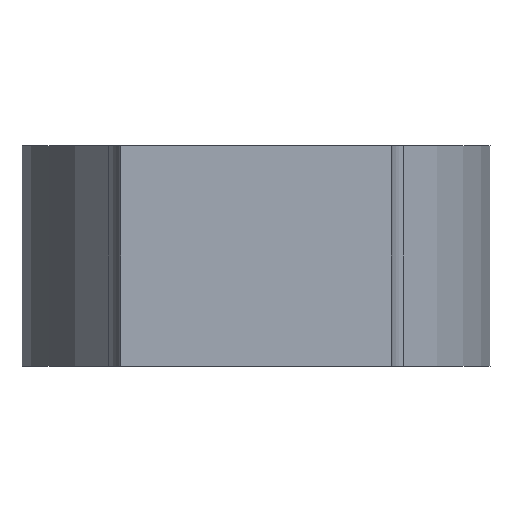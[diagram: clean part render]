
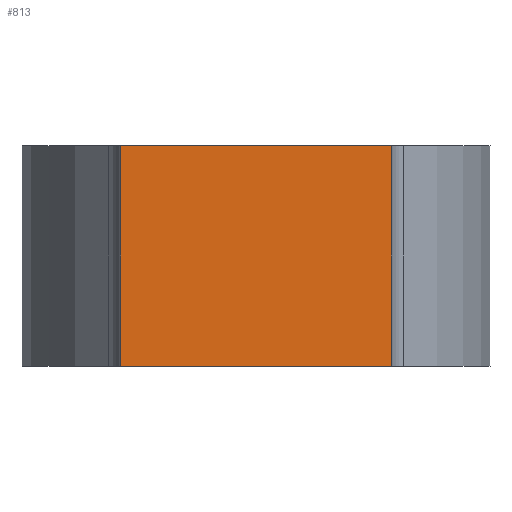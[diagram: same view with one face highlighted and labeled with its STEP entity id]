
A CAD part, left-side view. The second image highlights one B-rep face of the part: STEP entity #813.
In plain terms, the highlighted planar face has unit normal (-1, 0, 0).
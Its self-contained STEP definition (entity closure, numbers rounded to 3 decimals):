
#9 = VERTEX_POINT ( 'NONE', #734 ) ;
#21 = CARTESIAN_POINT ( 'NONE',  ( -8.25, 3.25, 5.3 ) ) ;
#23 = EDGE_CURVE ( 'NONE', #9, #149, #383, .T. ) ;
#77 = EDGE_CURVE ( 'NONE', #751, #149, #265, .T. ) ;
#91 = VECTOR ( 'NONE', #582, 1000. ) ;
#104 = ORIENTED_EDGE ( 'NONE', *, *, #77, .T. ) ;
#149 = VERTEX_POINT ( 'NONE', #772 ) ;
#160 = VECTOR ( 'NONE', #178, 1000. ) ;
#166 = PLANE ( 'NONE',  #539 ) ;
#178 = DIRECTION ( 'NONE',  ( 0., 0., -1. ) ) ;
#198 = LINE ( 'NONE', #690, #523 ) ;
#240 = DIRECTION ( 'NONE',  ( 1., 0., 0. ) ) ;
#243 = EDGE_LOOP ( 'NONE', ( #104, #427, #876, #384 ) ) ;
#244 = VERTEX_POINT ( 'NONE', #794 ) ;
#265 = LINE ( 'NONE', #411, #829 ) ;
#355 = CARTESIAN_POINT ( 'NONE',  ( -8.25, 3.25, 0. ) ) ;
#383 = LINE ( 'NONE', #663, #160 ) ;
#384 = ORIENTED_EDGE ( 'NONE', *, *, #558, .T. ) ;
#403 = DIRECTION ( 'NONE',  ( 0., 0., -1. ) ) ;
#411 = CARTESIAN_POINT ( 'NONE',  ( -8.25, 3.25, 0. ) ) ;
#427 = ORIENTED_EDGE ( 'NONE', *, *, #23, .F. ) ;
#451 = DIRECTION ( 'NONE',  ( 0., 0., -1. ) ) ;
#523 = VECTOR ( 'NONE', #403, 1000. ) ;
#539 = AXIS2_PLACEMENT_3D ( 'NONE', #21, #240, #451 ) ;
#558 = EDGE_CURVE ( 'NONE', #244, #751, #198, .T. ) ;
#565 = LINE ( 'NONE', #860, #91 ) ;
#582 = DIRECTION ( 'NONE',  ( 0., -1., 0. ) ) ;
#620 = DIRECTION ( 'NONE',  ( 0., -1., 0. ) ) ;
#663 = CARTESIAN_POINT ( 'NONE',  ( -8.25, -3.25, 5.3 ) ) ;
#690 = CARTESIAN_POINT ( 'NONE',  ( -8.25, 3.25, 5.3 ) ) ;
#705 = EDGE_CURVE ( 'NONE', #244, #9, #565, .T. ) ;
#734 = CARTESIAN_POINT ( 'NONE',  ( -8.25, -3.25, 5.3 ) ) ;
#751 = VERTEX_POINT ( 'NONE', #355 ) ;
#772 = CARTESIAN_POINT ( 'NONE',  ( -8.25, -3.25, 0. ) ) ;
#794 = CARTESIAN_POINT ( 'NONE',  ( -8.25, 3.25, 5.3 ) ) ;
#804 = FACE_OUTER_BOUND ( 'NONE', #243, .T. ) ;
#813 = ADVANCED_FACE ( 'NONE', ( #804 ), #166, .F. ) ;
#829 = VECTOR ( 'NONE', #620, 1000. ) ;
#860 = CARTESIAN_POINT ( 'NONE',  ( -8.25, 3.25, 5.3 ) ) ;
#876 = ORIENTED_EDGE ( 'NONE', *, *, #705, .F. ) ;
